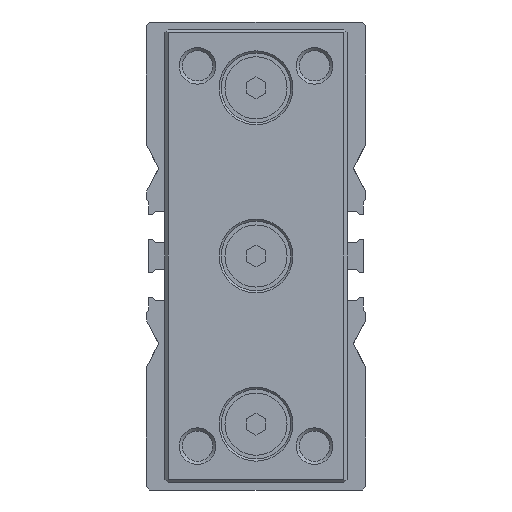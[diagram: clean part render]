
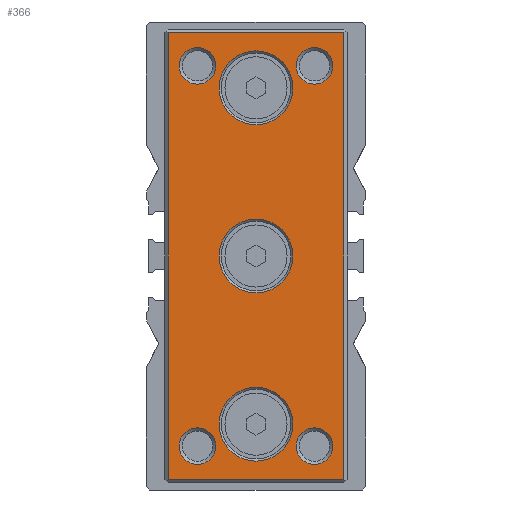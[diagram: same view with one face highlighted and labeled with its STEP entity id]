
A CAD part, left-side view. The second image highlights one B-rep face of the part: STEP entity #366.
In plain terms, the highlighted planar face has unit normal (-1, 0, 0).
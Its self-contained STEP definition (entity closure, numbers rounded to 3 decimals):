
#366 = ADVANCED_FACE( '', ( #820, #821, #822, #823, #824, #825, #826, #827 ), #828, .F. );
#820 = FACE_BOUND( '', #1378, .T. );
#821 = FACE_OUTER_BOUND( '', #1379, .T. );
#822 = FACE_BOUND( '', #1380, .T. );
#823 = FACE_BOUND( '', #1381, .T. );
#824 = FACE_BOUND( '', #1382, .T. );
#825 = FACE_BOUND( '', #1383, .T. );
#826 = FACE_BOUND( '', #1384, .T. );
#827 = FACE_BOUND( '', #1385, .T. );
#828 = PLANE( '', #1386 );
#1378 = EDGE_LOOP( '', ( #2784 ) );
#1379 = EDGE_LOOP( '', ( #2785, #2786, #2787, #2788 ) );
#1380 = EDGE_LOOP( '', ( #2789 ) );
#1381 = EDGE_LOOP( '', ( #2790 ) );
#1382 = EDGE_LOOP( '', ( #2791 ) );
#1383 = EDGE_LOOP( '', ( #2792 ) );
#1384 = EDGE_LOOP( '', ( #2793 ) );
#1385 = EDGE_LOOP( '', ( #2794 ) );
#1386 = AXIS2_PLACEMENT_3D( '', #2795, #2796, #2797 );
#2784 = ORIENTED_EDGE( '', *, *, #3615, .T. );
#2785 = ORIENTED_EDGE( '', *, *, #3616, .T. );
#2786 = ORIENTED_EDGE( '', *, *, #3585, .T. );
#2787 = ORIENTED_EDGE( '', *, *, #3617, .F. );
#2788 = ORIENTED_EDGE( '', *, *, #3599, .F. );
#2789 = ORIENTED_EDGE( '', *, *, #3618, .T. );
#2790 = ORIENTED_EDGE( '', *, *, #3619, .T. );
#2791 = ORIENTED_EDGE( '', *, *, #3620, .T. );
#2792 = ORIENTED_EDGE( '', *, *, #3621, .T. );
#2793 = ORIENTED_EDGE( '', *, *, #3622, .T. );
#2794 = ORIENTED_EDGE( '', *, *, #3623, .T. );
#2795 = CARTESIAN_POINT( '', ( -12., 0., 0. ) );
#2796 = DIRECTION( '', ( 1., 0., 0. ) );
#2797 = DIRECTION( '', ( 0., 0., -1. ) );
#3585 = EDGE_CURVE( '', #4345, #4343, #4346, .T. );
#3599 = EDGE_CURVE( '', #4371, #4373, #4374, .T. );
#3615 = EDGE_CURVE( '', #4404, #4404, #4405, .T. );
#3616 = EDGE_CURVE( '', #4371, #4345, #4406, .T. );
#3617 = EDGE_CURVE( '', #4373, #4343, #4407, .T. );
#3618 = EDGE_CURVE( '', #4408, #4408, #4409, .T. );
#3619 = EDGE_CURVE( '', #4410, #4410, #4411, .T. );
#3620 = EDGE_CURVE( '', #4412, #4412, #4413, .T. );
#3621 = EDGE_CURVE( '', #4414, #4414, #4415, .T. );
#3622 = EDGE_CURVE( '', #4416, #4416, #4417, .T. );
#3623 = EDGE_CURVE( '', #4418, #4418, #4419, .T. );
#4343 = VERTEX_POINT( '', #5550 );
#4345 = VERTEX_POINT( '', #5553 );
#4346 = LINE( '', #5554, #5555 );
#4371 = VERTEX_POINT( '', #5592 );
#4373 = VERTEX_POINT( '', #5595 );
#4374 = LINE( '', #5596, #5597 );
#4404 = VERTEX_POINT( '', #5640 );
#4405 = CIRCLE( '', #5641, 5.05 );
#4406 = LINE( '', #5642, #5643 );
#4407 = LINE( '', #5644, #5645 );
#4408 = VERTEX_POINT( '', #5646 );
#4409 = CIRCLE( '', #5647, 2.5 );
#4410 = VERTEX_POINT( '', #5648 );
#4411 = CIRCLE( '', #5649, 2.5 );
#4412 = VERTEX_POINT( '', #5650 );
#4413 = CIRCLE( '', #5651, 2.5 );
#4414 = VERTEX_POINT( '', #5652 );
#4415 = CIRCLE( '', #5653, 2.5 );
#4416 = VERTEX_POINT( '', #5654 );
#4417 = CIRCLE( '', #5655, 5.05 );
#4418 = VERTEX_POINT( '', #5656 );
#4419 = CIRCLE( '', #5657, 5.05 );
#5550 = CARTESIAN_POINT( '', ( -12., -12., -30.5 ) );
#5553 = CARTESIAN_POINT( '', ( -12., 12., -30.5 ) );
#5554 = CARTESIAN_POINT( '', ( -12., 12.5, -30.5 ) );
#5555 = VECTOR( '', #6502, 1000. );
#5592 = CARTESIAN_POINT( '', ( -12., 12., 30.5 ) );
#5595 = CARTESIAN_POINT( '', ( -12., -12., 30.5 ) );
#5596 = CARTESIAN_POINT( '', ( -12., 12.5, 30.5 ) );
#5597 = VECTOR( '', #6516, 1000. );
#5640 = CARTESIAN_POINT( '', ( -12., 0., -5.05 ) );
#5641 = AXIS2_PLACEMENT_3D( '', #6536, #6537, #6538 );
#5642 = CARTESIAN_POINT( '', ( -12., 12., 31. ) );
#5643 = VECTOR( '', #6539, 1000. );
#5644 = CARTESIAN_POINT( '', ( -12., -12., 31. ) );
#5645 = VECTOR( '', #6540, 1000. );
#5646 = CARTESIAN_POINT( '', ( -12., 8., -28.5 ) );
#5647 = AXIS2_PLACEMENT_3D( '', #6541, #6542, #6543 );
#5648 = CARTESIAN_POINT( '', ( -12., -8., 23.5 ) );
#5649 = AXIS2_PLACEMENT_3D( '', #6544, #6545, #6546 );
#5650 = CARTESIAN_POINT( '', ( -12., -8., -28.5 ) );
#5651 = AXIS2_PLACEMENT_3D( '', #6547, #6548, #6549 );
#5652 = CARTESIAN_POINT( '', ( -12., 8., 23.5 ) );
#5653 = AXIS2_PLACEMENT_3D( '', #6550, #6551, #6552 );
#5654 = CARTESIAN_POINT( '', ( -12., 0., -28.05 ) );
#5655 = AXIS2_PLACEMENT_3D( '', #6553, #6554, #6555 );
#5656 = CARTESIAN_POINT( '', ( -12., 0., 17.95 ) );
#5657 = AXIS2_PLACEMENT_3D( '', #6556, #6557, #6558 );
#6502 = DIRECTION( '', ( 0., -1., 0. ) );
#6516 = DIRECTION( '', ( 0., -1., 0. ) );
#6536 = CARTESIAN_POINT( '', ( -12., 0., 0. ) );
#6537 = DIRECTION( '', ( 1., 0., 0. ) );
#6538 = DIRECTION( '', ( 0., 0., -1. ) );
#6539 = DIRECTION( '', ( 0., 0., -1. ) );
#6540 = DIRECTION( '', ( 0., 0., -1. ) );
#6541 = CARTESIAN_POINT( '', ( -12., 8., -26. ) );
#6542 = DIRECTION( '', ( 1., 0., 0. ) );
#6543 = DIRECTION( '', ( 0., 0., -1. ) );
#6544 = CARTESIAN_POINT( '', ( -12., -8., 26. ) );
#6545 = DIRECTION( '', ( 1., 0., 0. ) );
#6546 = DIRECTION( '', ( 0., 0., -1. ) );
#6547 = CARTESIAN_POINT( '', ( -12., -8., -26. ) );
#6548 = DIRECTION( '', ( 1., 0., 0. ) );
#6549 = DIRECTION( '', ( 0., 0., -1. ) );
#6550 = CARTESIAN_POINT( '', ( -12., 8., 26. ) );
#6551 = DIRECTION( '', ( 1., 0., 0. ) );
#6552 = DIRECTION( '', ( 0., 0., -1. ) );
#6553 = CARTESIAN_POINT( '', ( -12., 0., -23. ) );
#6554 = DIRECTION( '', ( 1., 0., 0. ) );
#6555 = DIRECTION( '', ( 0., 0., -1. ) );
#6556 = CARTESIAN_POINT( '', ( -12., 0., 23. ) );
#6557 = DIRECTION( '', ( 1., 0., 0. ) );
#6558 = DIRECTION( '', ( 0., 0., -1. ) );
